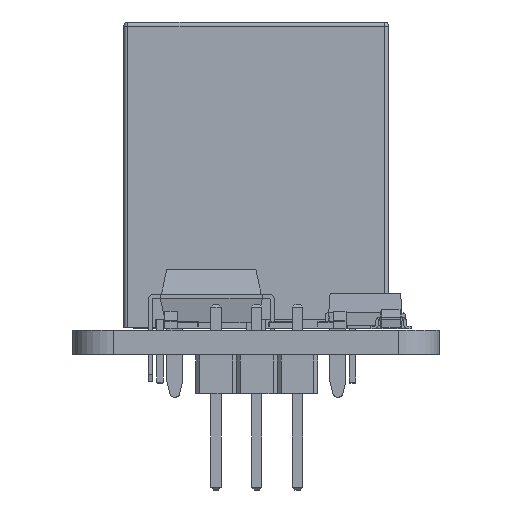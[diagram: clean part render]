
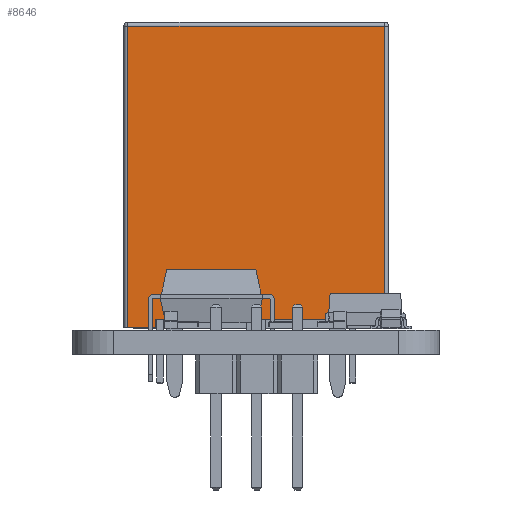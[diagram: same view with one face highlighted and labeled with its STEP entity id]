
A CAD part, left-side view. The second image highlights one B-rep face of the part: STEP entity #8646.
In plain terms, the highlighted face is planar.
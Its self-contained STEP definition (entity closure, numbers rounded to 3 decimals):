
#8503 = VERTEX_POINT('',#8504);
#8504 = CARTESIAN_POINT('',(8.,2.55,18.85));
#8511 = EDGE_CURVE('',#8512,#8503,#8514,.T.);
#8512 = VERTEX_POINT('',#8513);
#8513 = CARTESIAN_POINT('',(-8.,2.55,18.85));
#8514 = LINE('',#8515,#8516);
#8515 = CARTESIAN_POINT('',(-8.,2.55,18.85));
#8516 = VECTOR('',#8517,1.);
#8517 = DIRECTION('',(1.,0.,0.));
#8646 = ADVANCED_FACE('',(#8647),#8704,.T.);
#8647 = FACE_BOUND('',#8648,.T.);
#8648 = EDGE_LOOP('',(#8649,#8657,#8665,#8673,#8681,#8689,#8697,#8703));
#8649 = ORIENTED_EDGE('',*,*,#8650,.F.);
#8650 = EDGE_CURVE('',#8651,#8503,#8653,.T.);
#8651 = VERTEX_POINT('',#8652);
#8652 = CARTESIAN_POINT('',(8.,2.55,0.1));
#8653 = LINE('',#8654,#8655);
#8654 = CARTESIAN_POINT('',(8.,2.55,0.1));
#8655 = VECTOR('',#8656,1.);
#8656 = DIRECTION('',(0.,0.,1.));
#8657 = ORIENTED_EDGE('',*,*,#8658,.F.);
#8658 = EDGE_CURVE('',#8659,#8651,#8661,.T.);
#8659 = VERTEX_POINT('',#8660);
#8660 = CARTESIAN_POINT('',(6.25,2.55,0.1));
#8661 = LINE('',#8662,#8663);
#8662 = CARTESIAN_POINT('',(-8.25,2.55,0.1));
#8663 = VECTOR('',#8664,1.);
#8664 = DIRECTION('',(1.,0.,0.));
#8665 = ORIENTED_EDGE('',*,*,#8666,.T.);
#8666 = EDGE_CURVE('',#8659,#8667,#8669,.T.);
#8667 = VERTEX_POINT('',#8668);
#8668 = CARTESIAN_POINT('',(6.25,2.55,0.6));
#8669 = LINE('',#8670,#8671);
#8670 = CARTESIAN_POINT('',(6.25,2.55,0.1));
#8671 = VECTOR('',#8672,1.);
#8672 = DIRECTION('',(0.,0.,1.));
#8673 = ORIENTED_EDGE('',*,*,#8674,.F.);
#8674 = EDGE_CURVE('',#8675,#8667,#8677,.T.);
#8675 = VERTEX_POINT('',#8676);
#8676 = CARTESIAN_POINT('',(-6.25,2.55,0.6));
#8677 = LINE('',#8678,#8679);
#8678 = CARTESIAN_POINT('',(-6.25,2.55,0.6));
#8679 = VECTOR('',#8680,1.);
#8680 = DIRECTION('',(1.,0.,0.));
#8681 = ORIENTED_EDGE('',*,*,#8682,.F.);
#8682 = EDGE_CURVE('',#8683,#8675,#8685,.T.);
#8683 = VERTEX_POINT('',#8684);
#8684 = CARTESIAN_POINT('',(-6.25,2.55,0.1));
#8685 = LINE('',#8686,#8687);
#8686 = CARTESIAN_POINT('',(-6.25,2.55,0.1));
#8687 = VECTOR('',#8688,1.);
#8688 = DIRECTION('',(0.,0.,1.));
#8689 = ORIENTED_EDGE('',*,*,#8690,.F.);
#8690 = EDGE_CURVE('',#8691,#8683,#8693,.T.);
#8691 = VERTEX_POINT('',#8692);
#8692 = CARTESIAN_POINT('',(-8.,2.55,0.1));
#8693 = LINE('',#8694,#8695);
#8694 = CARTESIAN_POINT('',(-8.25,2.55,0.1));
#8695 = VECTOR('',#8696,1.);
#8696 = DIRECTION('',(1.,0.,0.));
#8697 = ORIENTED_EDGE('',*,*,#8698,.T.);
#8698 = EDGE_CURVE('',#8691,#8512,#8699,.T.);
#8699 = LINE('',#8700,#8701);
#8700 = CARTESIAN_POINT('',(-8.,2.55,0.1));
#8701 = VECTOR('',#8702,1.);
#8702 = DIRECTION('',(0.,0.,1.));
#8703 = ORIENTED_EDGE('',*,*,#8511,.T.);
#8704 = PLANE('',#8705);
#8705 = AXIS2_PLACEMENT_3D('',#8706,#8707,#8708);
#8706 = CARTESIAN_POINT('',(-8.25,2.55,0.1));
#8707 = DIRECTION('',(0.,1.,0.));
#8708 = DIRECTION('',(1.,0.,0.));
